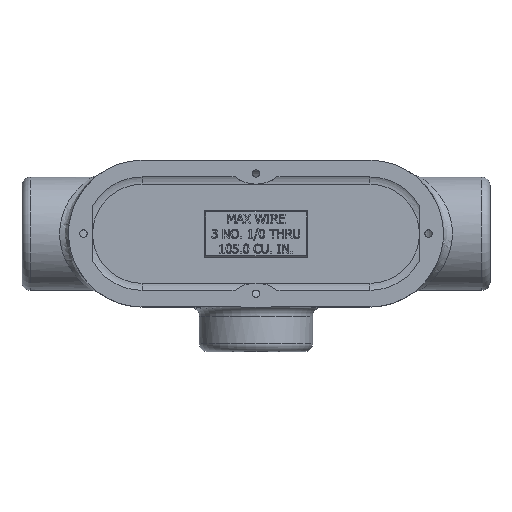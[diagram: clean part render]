
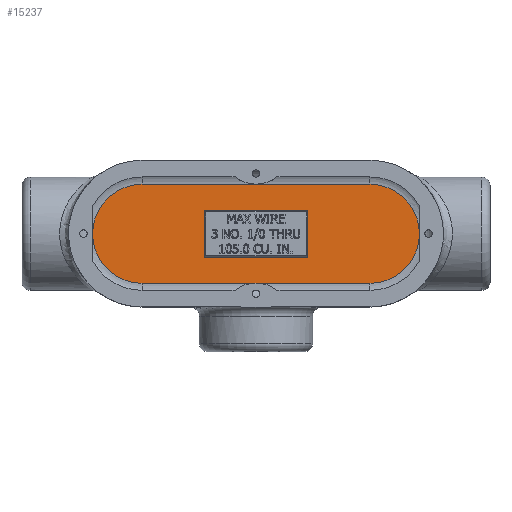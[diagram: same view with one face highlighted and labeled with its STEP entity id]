
A CAD part, top view. The second image highlights one B-rep face of the part: STEP entity #15237.
In plain terms, the highlighted planar face has unit normal (0, 0, 1).
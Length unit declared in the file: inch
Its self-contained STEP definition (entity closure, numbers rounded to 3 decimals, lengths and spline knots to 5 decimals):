
#34=PLANE('',#16159);
#538=LINE('',#21534,#2033);
#541=LINE('',#21540,#2036);
#544=LINE('',#21552,#2039);
#545=LINE('',#21554,#2040);
#546=LINE('',#21556,#2041);
#547=LINE('',#21557,#2042);
#2033=VECTOR('',#17018,0.3937);
#2036=VECTOR('',#17025,0.3937);
#2039=VECTOR('',#17038,0.3937);
#2040=VECTOR('',#17039,0.3937);
#2041=VECTOR('',#17040,0.3937);
#2042=VECTOR('',#17041,0.3937);
#4344=FACE_BOUND('',#5374,.T.);
#4513=FACE_OUTER_BOUND('',#5373,.T.);
#5373=EDGE_LOOP('',(#10234,#10235,#10236,#10237));
#5374=EDGE_LOOP('',(#10238,#10239,#10240,#10241));
#6304=CIRCLE('',#16133,1.31);
#6321=CIRCLE('',#16156,1.31);
#6457=VERTEX_POINT('',#21091);
#6458=VERTEX_POINT('',#21093);
#6477=VERTEX_POINT('',#21532);
#6478=VERTEX_POINT('',#21537);
#6481=VERTEX_POINT('',#21550);
#6482=VERTEX_POINT('',#21551);
#6483=VERTEX_POINT('',#21553);
#6484=VERTEX_POINT('',#21555);
#7934=EDGE_CURVE('',#6457,#6458,#6304,.T.);
#7964=EDGE_CURVE('',#6477,#6457,#538,.T.);
#7968=EDGE_CURVE('',#6458,#6478,#541,.T.);
#7969=EDGE_CURVE('',#6478,#6477,#6321,.T.);
#7973=EDGE_CURVE('',#6481,#6482,#544,.T.);
#7974=EDGE_CURVE('',#6482,#6483,#545,.T.);
#7975=EDGE_CURVE('',#6483,#6484,#546,.T.);
#7976=EDGE_CURVE('',#6484,#6481,#547,.T.);
#10234=ORIENTED_EDGE('',*,*,#7964,.F.);
#10235=ORIENTED_EDGE('',*,*,#7969,.F.);
#10236=ORIENTED_EDGE('',*,*,#7968,.F.);
#10237=ORIENTED_EDGE('',*,*,#7934,.F.);
#10238=ORIENTED_EDGE('',*,*,#7973,.T.);
#10239=ORIENTED_EDGE('',*,*,#7974,.T.);
#10240=ORIENTED_EDGE('',*,*,#7975,.T.);
#10241=ORIENTED_EDGE('',*,*,#7976,.T.);
#15237=ADVANCED_FACE('',(#4513,#4344),#34,.T.);
#16133=AXIS2_PLACEMENT_3D('',#21094,#16976,#16977);
#16156=AXIS2_PLACEMENT_3D('',#21542,#17028,#17029);
#16159=AXIS2_PLACEMENT_3D('',#21549,#17036,#17037);
#16976=DIRECTION('center_axis',(0.,0.,-1.));
#16977=DIRECTION('ref_axis',(-1.,0.,0.));
#17018=DIRECTION('',(-1.,0.,0.));
#17025=DIRECTION('',(1.,0.,0.));
#17028=DIRECTION('center_axis',(0.,0.,-1.));
#17029=DIRECTION('ref_axis',(1.,0.,0.));
#17036=DIRECTION('center_axis',(0.,0.,1.));
#17037=DIRECTION('ref_axis',(1.,0.,0.));
#17038=DIRECTION('',(0.,-1.,0.));
#17039=DIRECTION('',(-1.,0.,0.));
#17040=DIRECTION('',(0.,1.,0.));
#17041=DIRECTION('',(1.,0.,0.));
#21091=CARTESIAN_POINT('',(-3.0145,-1.31,-1.56));
#21093=CARTESIAN_POINT('',(-3.0145,1.31,-1.56));
#21094=CARTESIAN_POINT('Origin',(-3.0145,0.,-1.56));
#21532=CARTESIAN_POINT('',(3.0145,-1.31,-1.56));
#21534=CARTESIAN_POINT('',(1.50725,-1.31,-1.56));
#21537=CARTESIAN_POINT('',(3.0145,1.31,-1.56));
#21540=CARTESIAN_POINT('',(-1.50725,1.31,-1.56));
#21542=CARTESIAN_POINT('Origin',(3.0145,0.,-1.56));
#21549=CARTESIAN_POINT('Origin',(0.,0.,-1.56));
#21550=CARTESIAN_POINT('',(1.375,0.625,-1.56));
#21551=CARTESIAN_POINT('',(1.375,-0.625,-1.56));
#21552=CARTESIAN_POINT('',(1.375,0.3125,-1.56));
#21553=CARTESIAN_POINT('',(-1.375,-0.625,-1.56));
#21554=CARTESIAN_POINT('',(0.6875,-0.625,-1.56));
#21555=CARTESIAN_POINT('',(-1.375,0.625,-1.56));
#21556=CARTESIAN_POINT('',(-1.375,-0.3125,-1.56));
#21557=CARTESIAN_POINT('',(-0.6875,0.625,-1.56));
